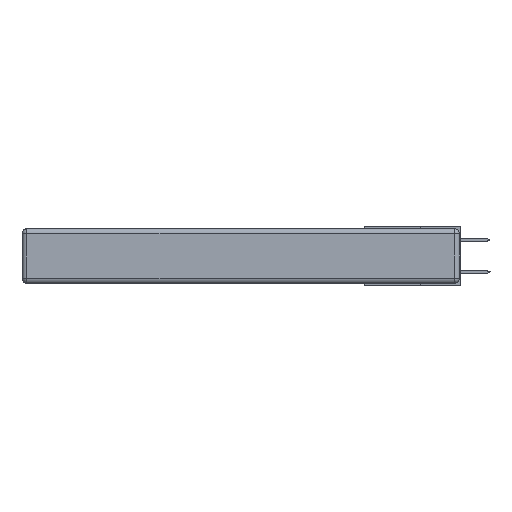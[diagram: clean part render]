
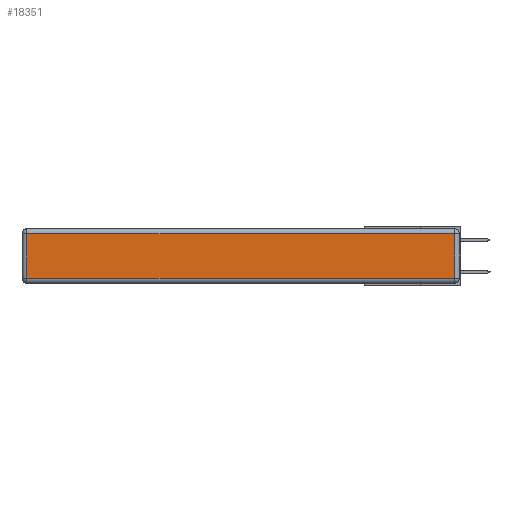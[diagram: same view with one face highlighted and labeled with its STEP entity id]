
A CAD part, left-side view. The second image highlights one B-rep face of the part: STEP entity #18351.
In plain terms, the highlighted planar face has unit normal (-1, 0, 0).
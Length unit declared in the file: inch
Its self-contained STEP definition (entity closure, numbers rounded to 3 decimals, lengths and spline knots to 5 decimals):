
#605 = DIRECTION ( 'NONE',  ( 0., 0., -1. ) ) ;
#1360 = DIRECTION ( 'NONE',  ( 0., 1., 0. ) ) ;
#1754 = CARTESIAN_POINT ( 'NONE',  ( 0., 0.03, -0.03 ) ) ;
#3842 = LINE ( 'NONE', #32266, #21673 ) ;
#6353 = CARTESIAN_POINT ( 'NONE',  ( 0., 0.03, -0.343 ) ) ;
#8299 = VERTEX_POINT ( 'NONE', #23636 ) ;
#8358 = FACE_OUTER_BOUND ( 'NONE', #18017, .T. ) ;
#8647 = DIRECTION ( 'NONE',  ( -1., 0., 0. ) ) ;
#8745 = EDGE_CURVE ( 'NONE', #26566, #18845, #19310, .T. ) ;
#9321 = CARTESIAN_POINT ( 'NONE',  ( 0., 0.03, -0.313 ) ) ;
#9409 = DIRECTION ( 'NONE',  ( 0., 0., 1. ) ) ;
#9578 = VECTOR ( 'NONE', #17532, 39.37008 ) ;
#10532 = LINE ( 'NONE', #26281, #25119 ) ;
#11101 = EDGE_CURVE ( 'NONE', #18845, #19943, #31956, .T. ) ;
#11375 = ORIENTED_EDGE ( 'NONE', *, *, #27066, .T. ) ;
#12289 = CARTESIAN_POINT ( 'NONE',  ( 0., 0., -0.313 ) ) ;
#17532 = DIRECTION ( 'NONE',  ( 0., -1., 0. ) ) ;
#18017 = EDGE_LOOP ( 'NONE', ( #18507, #22498, #32234, #11375 ) ) ;
#18351 = ADVANCED_FACE ( 'NONE', ( #8358 ), #21583, .T. ) ;
#18507 = ORIENTED_EDGE ( 'NONE', *, *, #8745, .T. ) ;
#18753 = CARTESIAN_POINT ( 'NONE',  ( 0., 0., -0.343 ) ) ;
#18845 = VERTEX_POINT ( 'NONE', #9321 ) ;
#19310 = LINE ( 'NONE', #12289, #9578 ) ;
#19943 = VERTEX_POINT ( 'NONE', #1754 ) ;
#21583 = PLANE ( 'NONE',  #27233 ) ;
#21673 = VECTOR ( 'NONE', #1360, 39.37008 ) ;
#22498 = ORIENTED_EDGE ( 'NONE', *, *, #11101, .T. ) ;
#23472 = VECTOR ( 'NONE', #9409, 39.37008 ) ;
#23636 = CARTESIAN_POINT ( 'NONE',  ( 0., 2.72, -0.03 ) ) ;
#23946 = DIRECTION ( 'NONE',  ( 0., 0., 1. ) ) ;
#25119 = VECTOR ( 'NONE', #605, 39.37008 ) ;
#25654 = EDGE_CURVE ( 'NONE', #19943, #8299, #3842, .T. ) ;
#26281 = CARTESIAN_POINT ( 'NONE',  ( 0., 2.72, -0.343 ) ) ;
#26566 = VERTEX_POINT ( 'NONE', #33085 ) ;
#27066 = EDGE_CURVE ( 'NONE', #8299, #26566, #10532, .T. ) ;
#27233 = AXIS2_PLACEMENT_3D ( 'NONE', #18753, #8647, #23946 ) ;
#31956 = LINE ( 'NONE', #6353, #23472 ) ;
#32234 = ORIENTED_EDGE ( 'NONE', *, *, #25654, .T. ) ;
#32266 = CARTESIAN_POINT ( 'NONE',  ( 0., 2.75, -0.03 ) ) ;
#33085 = CARTESIAN_POINT ( 'NONE',  ( 0., 2.72, -0.313 ) ) ;
